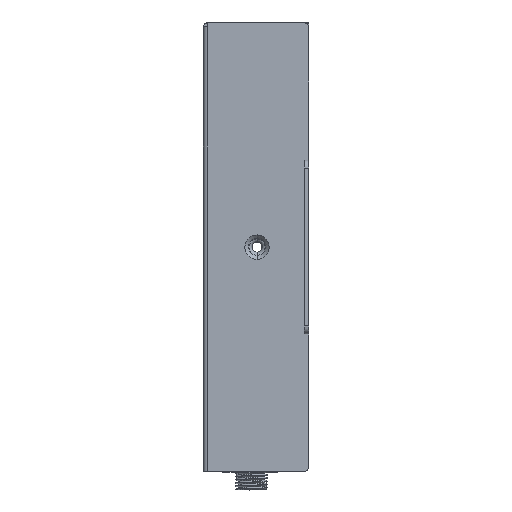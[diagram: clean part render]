
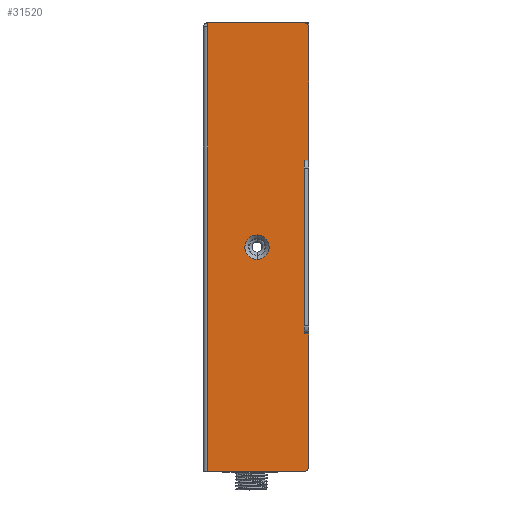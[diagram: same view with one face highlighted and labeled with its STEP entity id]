
A CAD part, left-side view. The second image highlights one B-rep face of the part: STEP entity #31520.
In plain terms, the highlighted planar face has unit normal (-1, 0, 0).
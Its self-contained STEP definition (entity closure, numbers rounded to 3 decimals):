
#29280=CARTESIAN_POINT('',(-38.5,1.,54.5));
#29281=DIRECTION('',(1.,0.,0.));
#29282=DIRECTION('',(0.,0.,1.));
#29283=AXIS2_PLACEMENT_3D('',#29280,#29281,#29282);
#29285=DIRECTION('',(0.,0.,1.));
#29286=VECTOR('',#29285,43.);
#29287=CARTESIAN_POINT('',(-38.5,1.,-21.5));
#29288=LINE('',#29287,#29286);
#29289=CARTESIAN_POINT('',(-38.5,1.,-54.5));
#29290=DIRECTION('',(1.,0.,0.));
#29291=DIRECTION('',(0.,-1.,0.));
#29292=AXIS2_PLACEMENT_3D('',#29289,#29290,#29291);
#29294=CARTESIAN_POINT('',(-38.5,12.75,0.));
#29295=DIRECTION('',(-1.,0.,0.));
#29296=DIRECTION('',(0.,0.,1.));
#29297=AXIS2_PLACEMENT_3D('',#29294,#29295,#29296);
#29299=CARTESIAN_POINT('',(-38.5,12.75,0.));
#29300=DIRECTION('',(-1.,0.,0.));
#29301=DIRECTION('',(0.,0.,-1.));
#29302=AXIS2_PLACEMENT_3D('',#29299,#29300,#29301);
#29312=DIRECTION('',(0.,-1.,0.));
#29313=VECTOR('',#29312,24.);
#29314=CARTESIAN_POINT('',(-38.5,25.,55.5));
#29315=LINE('',#29314,#29313);
#29316=DIRECTION('',(0.,0.,-1.));
#29317=VECTOR('',#29316,1.);
#29318=CARTESIAN_POINT('',(-38.5,25.,55.5));
#29319=LINE('',#29318,#29317);
#29333=DIRECTION('',(0.,0.,-1.));
#29334=VECTOR('',#29333,110.);
#29335=CARTESIAN_POINT('',(-38.5,25.,54.5));
#29336=LINE('',#29335,#29334);
#29534=DIRECTION('',(0.,1.,0.));
#29535=VECTOR('',#29534,24.);
#29536=CARTESIAN_POINT('',(-38.5,1.,-55.5));
#29537=LINE('',#29536,#29535);
#29546=DIRECTION('',(0.,0.,-1.));
#29547=VECTOR('',#29546,33.);
#29548=CARTESIAN_POINT('',(-38.5,0.,-21.5));
#29549=LINE('',#29548,#29547);
#29554=DIRECTION('',(0.,1.,0.));
#29555=VECTOR('',#29554,1.);
#29556=CARTESIAN_POINT('',(-38.5,0.,-21.5));
#29557=LINE('',#29556,#29555);
#29812=DIRECTION('',(0.,1.,0.));
#29813=VECTOR('',#29812,1.);
#29814=CARTESIAN_POINT('',(-38.5,0.,21.5));
#29815=LINE('',#29814,#29813);
#29832=DIRECTION('',(0.,0.,-1.));
#29833=VECTOR('',#29832,33.);
#29834=CARTESIAN_POINT('',(-38.5,0.,54.5));
#29835=LINE('',#29834,#29833);
#30948=CARTESIAN_POINT('',(-38.5,1.,-21.5));
#30950=VERTEX_POINT('',#30948);
#30952=CARTESIAN_POINT('',(-38.5,1.,21.5));
#30954=VERTEX_POINT('',#30952);
#30996=CARTESIAN_POINT('',(-38.5,1.,55.5));
#30997=CARTESIAN_POINT('',(-38.5,0.,54.5));
#30998=VERTEX_POINT('',#30996);
#30999=VERTEX_POINT('',#30997);
#31000=CARTESIAN_POINT('',(-38.5,25.,55.5));
#31001=VERTEX_POINT('',#31000);
#31002=CARTESIAN_POINT('',(-38.5,25.,54.5));
#31003=VERTEX_POINT('',#31002);
#31004=CARTESIAN_POINT('',(-38.5,25.,-55.5));
#31005=VERTEX_POINT('',#31004);
#31006=CARTESIAN_POINT('',(-38.5,1.,-55.5));
#31007=VERTEX_POINT('',#31006);
#31008=CARTESIAN_POINT('',(-38.5,0.,-54.5));
#31009=VERTEX_POINT('',#31008);
#31010=CARTESIAN_POINT('',(-38.5,0.,-21.5));
#31011=VERTEX_POINT('',#31010);
#31012=CARTESIAN_POINT('',(-38.5,0.,21.5));
#31013=VERTEX_POINT('',#31012);
#31014=CARTESIAN_POINT('',(-38.5,12.75,3.));
#31015=CARTESIAN_POINT('',(-38.5,12.75,-3.));
#31016=VERTEX_POINT('',#31014);
#31017=VERTEX_POINT('',#31015);
#31486=CARTESIAN_POINT('',(-38.5,12.5,0.));
#31487=DIRECTION('',(1.,0.,0.));
#31488=DIRECTION('',(0.,0.,1.));
#31489=AXIS2_PLACEMENT_3D('',#31486,#31487,#31488);
#31490=PLANE('',#31489);
#31492=ORIENTED_EDGE('',*,*,#31491,.T.);
#31494=ORIENTED_EDGE('',*,*,#31493,.T.);
#31496=ORIENTED_EDGE('',*,*,#31495,.T.);
#31497=ORIENTED_EDGE('',*,*,#31433,.F.);
#31499=ORIENTED_EDGE('',*,*,#31498,.F.);
#31501=ORIENTED_EDGE('',*,*,#31500,.T.);
#31503=ORIENTED_EDGE('',*,*,#31502,.T.);
#31505=ORIENTED_EDGE('',*,*,#31504,.T.);
#31507=ORIENTED_EDGE('',*,*,#31506,.F.);
#31509=ORIENTED_EDGE('',*,*,#31508,.F.);
#31511=ORIENTED_EDGE('',*,*,#31510,.T.);
#31512=EDGE_LOOP('',(#31492,#31494,#31496,#31497,#31499,#31501,#31503,#31505,
#31507,#31509,#31511));
#31513=FACE_OUTER_BOUND('',#31512,.F.);
#31515=ORIENTED_EDGE('',*,*,#31514,.T.);
#31517=ORIENTED_EDGE('',*,*,#31516,.T.);
#31518=EDGE_LOOP('',(#31515,#31517));
#31519=FACE_BOUND('',#31518,.F.);
#29284=CIRCLE('',#29283,1.);
#29293=CIRCLE('',#29292,1.);
#29298=CIRCLE('',#29297,3.);
#29303=CIRCLE('',#29302,3.);
#31433=EDGE_CURVE('',#30950,#30954,#29288,.T.);
#31491=EDGE_CURVE('',#30998,#30999,#29284,.T.);
#31493=EDGE_CURVE('',#30999,#31013,#29835,.T.);
#31495=EDGE_CURVE('',#31013,#30954,#29815,.T.);
#31498=EDGE_CURVE('',#31011,#30950,#29557,.T.);
#31500=EDGE_CURVE('',#31011,#31009,#29549,.T.);
#31502=EDGE_CURVE('',#31009,#31007,#29293,.T.);
#31504=EDGE_CURVE('',#31007,#31005,#29537,.T.);
#31506=EDGE_CURVE('',#31003,#31005,#29336,.T.);
#31508=EDGE_CURVE('',#31001,#31003,#29319,.T.);
#31510=EDGE_CURVE('',#31001,#30998,#29315,.T.);
#31514=EDGE_CURVE('',#31016,#31017,#29298,.T.);
#31516=EDGE_CURVE('',#31017,#31016,#29303,.T.);
#31520=ADVANCED_FACE('',(#31513,#31519),#31490,.F.);
